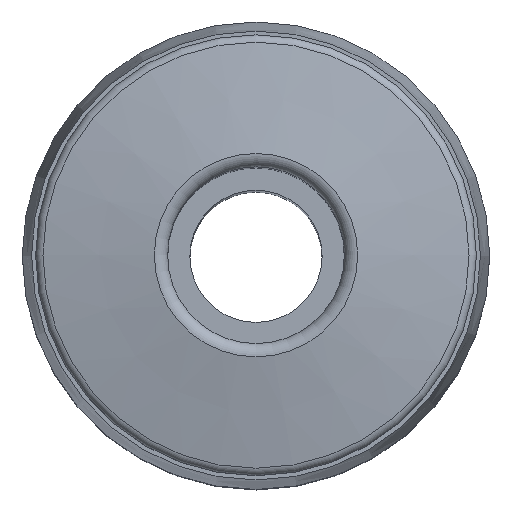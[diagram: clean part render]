
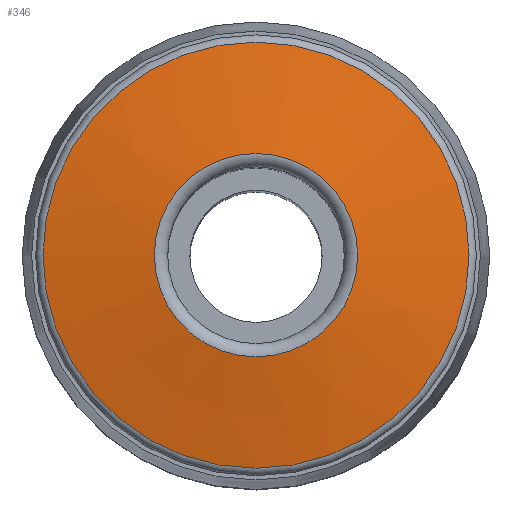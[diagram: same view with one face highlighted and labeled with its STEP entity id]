
A CAD part, top view. The second image highlights one B-rep face of the part: STEP entity #346.
In plain terms, the highlighted conical face has half-angle 80 degrees and reference radius 2.284 mm.
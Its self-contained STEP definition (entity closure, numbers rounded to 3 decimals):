
#35=ORIENTED_EDGE('',*,*,#73,.F.);
#36=ORIENTED_EDGE('',*,*,#74,.T.);
#73=EDGE_CURVE('',#92,#92,#111,.T.);
#74=EDGE_CURVE('',#93,#93,#112,.T.);
#92=VERTEX_POINT('',#489);
#93=VERTEX_POINT('',#491);
#111=CIRCLE('',#371,4.785);
#112=CIRCLE('',#372,2.284);
#130=EDGE_LOOP('',(#35));
#131=EDGE_LOOP('',(#36));
#168=FACE_BOUND('',#130,.T.);
#169=FACE_BOUND('',#131,.T.);
#206=CONICAL_SURFACE('',#370,2.284,1.396);
#346=ADVANCED_FACE('',(#168,#169),#206,.T.);
#370=AXIS2_PLACEMENT_3D('',#487,#410,#411);
#371=AXIS2_PLACEMENT_3D('',#488,#412,#413);
#372=AXIS2_PLACEMENT_3D('',#490,#414,#415);
#410=DIRECTION('',(0.,0.,-1.));
#411=DIRECTION('',(-1.,0.,0.));
#412=DIRECTION('',(0.,0.,-1.));
#413=DIRECTION('',(-1.,0.,0.));
#414=DIRECTION('',(0.,0.,-1.));
#415=DIRECTION('',(-1.,0.,0.));
#487=CARTESIAN_POINT('',(0.,0.,39.8));
#488=CARTESIAN_POINT('',(0.,0.,39.359));
#489=CARTESIAN_POINT('',(-4.785,0.,39.359));
#490=CARTESIAN_POINT('',(0.,0.,39.8));
#491=CARTESIAN_POINT('',(-2.284,0.,39.8));
